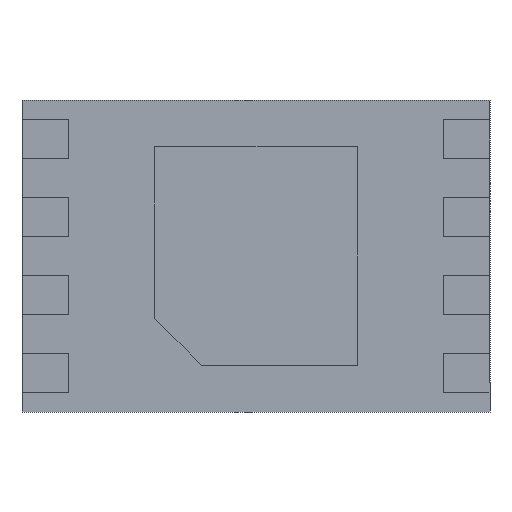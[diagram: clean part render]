
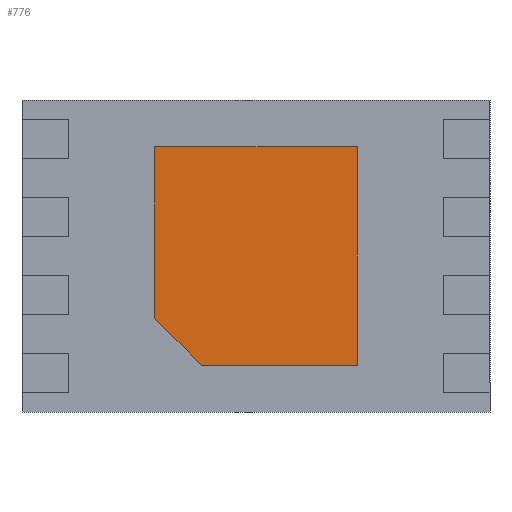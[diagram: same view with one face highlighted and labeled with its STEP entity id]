
A CAD part, front view. The second image highlights one B-rep face of the part: STEP entity #776.
In plain terms, the highlighted planar face has unit normal (0, -1, 0).
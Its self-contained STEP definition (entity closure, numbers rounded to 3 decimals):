
#63 = FACE_OUTER_BOUND ( 'NONE', #1729, .T. ) ;
#124 = VERTEX_POINT ( 'NONE', #2429 ) ;
#161 = LINE ( 'NONE', #1089, #685 ) ;
#173 = VERTEX_POINT ( 'NONE', #1487 ) ;
#387 = CARTESIAN_POINT ( 'NONE',  ( -0.65, 0., -0.4 ) ) ;
#466 = DIRECTION ( 'NONE',  ( 1., 0., 0. ) ) ;
#483 = CARTESIAN_POINT ( 'NONE',  ( -0.65, 0., -0.4 ) ) ;
#599 = DIRECTION ( 'NONE',  ( 0., -1., 0. ) ) ;
#685 = VECTOR ( 'NONE', #2999, 1000. ) ;
#747 = EDGE_CURVE ( 'NONE', #2955, #124, #161, .T. ) ;
#776 = ADVANCED_FACE ( 'NONE', ( #63 ), #1567, .T. ) ;
#833 = CARTESIAN_POINT ( 'NONE',  ( 0.65, 0., 0.7 ) ) ;
#902 = VECTOR ( 'NONE', #2547, 1000. ) ;
#965 = AXIS2_PLACEMENT_3D ( 'NONE', #1790, #599, #1555 ) ;
#1068 = EDGE_CURVE ( 'NONE', #2209, #173, #2590, .T. ) ;
#1089 = CARTESIAN_POINT ( 'NONE',  ( 0.65, 0., -0.7 ) ) ;
#1245 = VECTOR ( 'NONE', #2324, 1000. ) ;
#1315 = EDGE_CURVE ( 'NONE', #1351, #2955, #2438, .T. ) ;
#1351 = VERTEX_POINT ( 'NONE', #833 ) ;
#1354 = ORIENTED_EDGE ( 'NONE', *, *, #1947, .F. ) ;
#1405 = LINE ( 'NONE', #2894, #2144 ) ;
#1406 = CARTESIAN_POINT ( 'NONE',  ( 0.65, 0., -0.7 ) ) ;
#1487 = CARTESIAN_POINT ( 'NONE',  ( -0.65, 0., 0.7 ) ) ;
#1555 = DIRECTION ( 'NONE',  ( 0., 0., -1. ) ) ;
#1567 = PLANE ( 'NONE',  #965 ) ;
#1586 = VECTOR ( 'NONE', #1708, 1000. ) ;
#1708 = DIRECTION ( 'NONE',  ( -0.707, 0., 0.707 ) ) ;
#1721 = ORIENTED_EDGE ( 'NONE', *, *, #1068, .F. ) ;
#1729 = EDGE_LOOP ( 'NONE', ( #1721, #1354, #2640, #1772, #1899 ) ) ;
#1772 = ORIENTED_EDGE ( 'NONE', *, *, #1315, .F. ) ;
#1790 = CARTESIAN_POINT ( 'NONE',  ( 0., 0., 0. ) ) ;
#1864 = EDGE_CURVE ( 'NONE', #173, #1351, #1405, .T. ) ;
#1899 = ORIENTED_EDGE ( 'NONE', *, *, #1864, .F. ) ;
#1947 = EDGE_CURVE ( 'NONE', #124, #2209, #2945, .T. ) ;
#1960 = CARTESIAN_POINT ( 'NONE',  ( -0.35, 0., -0.7 ) ) ;
#2144 = VECTOR ( 'NONE', #466, 1000. ) ;
#2209 = VERTEX_POINT ( 'NONE', #483 ) ;
#2324 = DIRECTION ( 'NONE',  ( 0., 0., 1. ) ) ;
#2429 = CARTESIAN_POINT ( 'NONE',  ( -0.35, 0., -0.7 ) ) ;
#2438 = LINE ( 'NONE', #2773, #902 ) ;
#2547 = DIRECTION ( 'NONE',  ( 0., 0., -1. ) ) ;
#2590 = LINE ( 'NONE', #387, #1245 ) ;
#2640 = ORIENTED_EDGE ( 'NONE', *, *, #747, .F. ) ;
#2773 = CARTESIAN_POINT ( 'NONE',  ( 0.65, 0., -0.7 ) ) ;
#2894 = CARTESIAN_POINT ( 'NONE',  ( 0.65, 0., 0.7 ) ) ;
#2945 = LINE ( 'NONE', #1960, #1586 ) ;
#2955 = VERTEX_POINT ( 'NONE', #1406 ) ;
#2999 = DIRECTION ( 'NONE',  ( -1., 0., 0. ) ) ;
